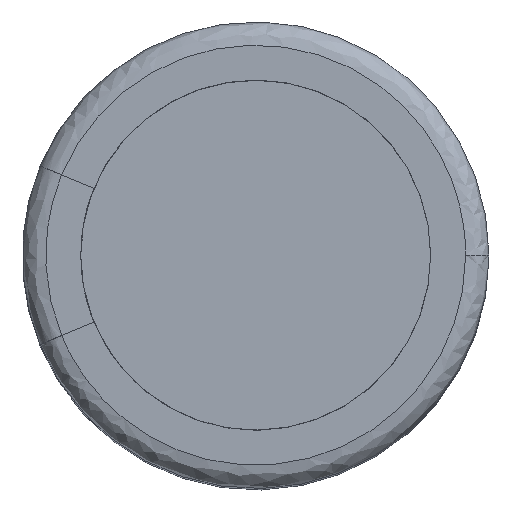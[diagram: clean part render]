
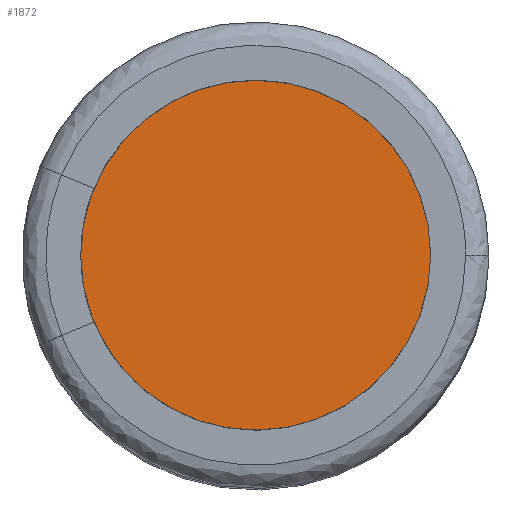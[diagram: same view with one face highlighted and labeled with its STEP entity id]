
A CAD part, top view. The second image highlights one B-rep face of the part: STEP entity #1872.
In plain terms, the highlighted planar face has unit normal (0, 0, 1).
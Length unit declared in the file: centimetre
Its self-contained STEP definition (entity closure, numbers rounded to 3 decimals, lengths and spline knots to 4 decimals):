
#66 = DIRECTION ( 'NONE',  ( 1., 0., 0. ) ) ;
#189 = CIRCLE ( 'NONE', #887, 0.4688 ) ;
#230 = DIRECTION ( 'NONE',  ( 0., 0., 1. ) ) ;
#270 = PLANE ( 'NONE',  #816 ) ;
#326 = CARTESIAN_POINT ( 'NONE',  ( 0.4688, 0., 2.49 ) ) ;
#329 = VERTEX_POINT ( 'NONE', #326 ) ;
#429 = ORIENTED_EDGE ( 'NONE', *, *, #945, .T. ) ;
#531 = CARTESIAN_POINT ( 'NONE',  ( 0., 0., 2.49 ) ) ;
#652 = DIRECTION ( 'NONE',  ( 0., 0., 1. ) ) ;
#763 = ORIENTED_EDGE ( 'NONE', *, *, #1703, .T. ) ;
#765 = CIRCLE ( 'NONE', #1983, 0.4688 ) ;
#816 = AXIS2_PLACEMENT_3D ( 'NONE', #1027, #652, #1334 ) ;
#887 = AXIS2_PLACEMENT_3D ( 'NONE', #1223, #230, #66 ) ;
#945 = EDGE_CURVE ( 'NONE', #329, #1598, #765, .T. ) ;
#1027 = CARTESIAN_POINT ( 'NONE',  ( 0., 0., 2.49 ) ) ;
#1223 = CARTESIAN_POINT ( 'NONE',  ( 0., 0., 2.49 ) ) ;
#1314 = DIRECTION ( 'NONE',  ( 0., 0., 1. ) ) ;
#1334 = DIRECTION ( 'NONE',  ( 1., 0., 0. ) ) ;
#1462 = EDGE_LOOP ( 'NONE', ( #429, #763 ) ) ;
#1598 = VERTEX_POINT ( 'NONE', #2108 ) ;
#1612 = FACE_OUTER_BOUND ( 'NONE', #1462, .T. ) ;
#1703 = EDGE_CURVE ( 'NONE', #1598, #329, #189, .T. ) ;
#1788 = DIRECTION ( 'NONE',  ( 1., 0., 0. ) ) ;
#1872 = ADVANCED_FACE ( 'NONE', ( #1612 ), #270, .T. ) ;
#1983 = AXIS2_PLACEMENT_3D ( 'NONE', #531, #1314, #1788 ) ;
#2108 = CARTESIAN_POINT ( 'NONE',  ( -0.4688, 0., 2.49 ) ) ;
